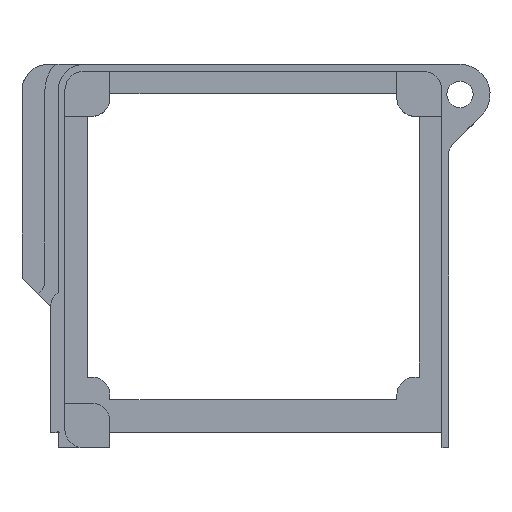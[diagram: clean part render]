
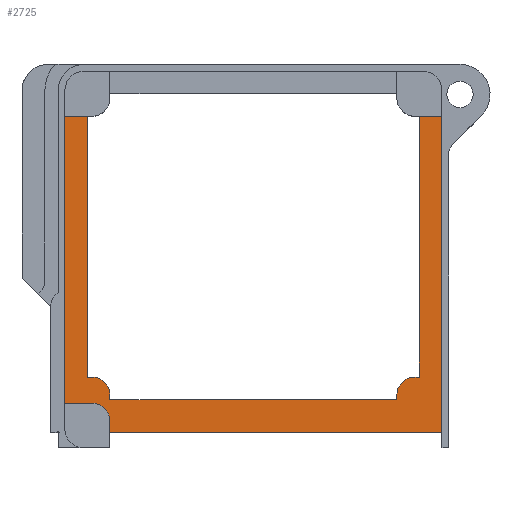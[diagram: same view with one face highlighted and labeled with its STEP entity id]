
A CAD part, top view. The second image highlights one B-rep face of the part: STEP entity #2725.
In plain terms, the highlighted planar face has unit normal (0, 0, 1).
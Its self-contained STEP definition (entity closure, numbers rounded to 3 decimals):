
#46=CIRCLE('',#2844,2.4);
#47=CIRCLE('',#2850,2.4);
#65=CIRCLE('',#2912,2.4);
#181=PLANE('',#2911);
#318=FACE_OUTER_BOUND('',#466,.T.);
#466=EDGE_LOOP('',(#2478,#2479,#2480,#2481,#2482,#2483,#2484,#2485,#2486,
#2487,#2488,#2489,#2490,#2491,#2492,#2493,#2494,#2495,#2496,#2497,#2498));
#565=LINE('',#4192,#854);
#573=LINE('',#4208,#862);
#601=LINE('',#4286,#890);
#638=LINE('',#4387,#927);
#657=LINE('',#4431,#946);
#674=LINE('',#4479,#963);
#676=LINE('',#4483,#965);
#678=LINE('',#4488,#967);
#681=LINE('',#4494,#970);
#685=LINE('',#4502,#974);
#686=LINE('',#4504,#975);
#687=LINE('',#4507,#976);
#690=LINE('',#4513,#979);
#724=LINE('',#4595,#1013);
#749=LINE('',#4678,#1038);
#752=LINE('',#4682,#1041);
#753=LINE('',#4685,#1042);
#754=LINE('',#4687,#1043);
#854=VECTOR('',#3061,10.);
#862=VECTOR('',#3069,10.);
#890=VECTOR('',#3129,10.);
#927=VECTOR('',#3220,10.);
#946=VECTOR('',#3257,10.);
#963=VECTOR('',#3294,10.);
#965=VECTOR('',#3298,10.);
#967=VECTOR('',#3302,10.);
#970=VECTOR('',#3307,10.);
#974=VECTOR('',#3317,10.);
#975=VECTOR('',#3320,10.);
#976=VECTOR('',#3323,10.);
#979=VECTOR('',#3328,10.);
#1013=VECTOR('',#3406,10.);
#1038=VECTOR('',#3495,10.);
#1041=VECTOR('',#3500,10.);
#1042=VECTOR('',#3505,10.);
#1043=VECTOR('',#3508,10.);
#1207=VERTEX_POINT('',#4189);
#1208=VERTEX_POINT('',#4191);
#1215=VERTEX_POINT('',#4205);
#1216=VERTEX_POINT('',#4207);
#1249=VERTEX_POINT('',#4283);
#1250=VERTEX_POINT('',#4285);
#1277=VERTEX_POINT('',#4384);
#1278=VERTEX_POINT('',#4386);
#1294=VERTEX_POINT('',#4429);
#1313=VERTEX_POINT('',#4472);
#1314=VERTEX_POINT('',#4473);
#1315=VERTEX_POINT('',#4478);
#1316=VERTEX_POINT('',#4482);
#1317=VERTEX_POINT('',#4486);
#1318=VERTEX_POINT('',#4487);
#1319=VERTEX_POINT('',#4492);
#1320=VERTEX_POINT('',#4493);
#1321=VERTEX_POINT('',#4500);
#1322=VERTEX_POINT('',#4506);
#1324=VERTEX_POINT('',#4512);
#1350=VERTEX_POINT('',#4594);
#1512=EDGE_CURVE('',#1208,#1207,#565,.T.);
#1520=EDGE_CURVE('',#1216,#1215,#573,.T.);
#1559=EDGE_CURVE('',#1250,#1249,#601,.T.);
#1607=EDGE_CURVE('',#1277,#1278,#638,.T.);
#1629=EDGE_CURVE('',#1249,#1294,#657,.T.);
#1649=EDGE_CURVE('',#1313,#1314,#46,.T.);
#1652=EDGE_CURVE('',#1315,#1313,#674,.T.);
#1654=EDGE_CURVE('',#1314,#1316,#676,.T.);
#1656=EDGE_CURVE('',#1317,#1318,#678,.T.);
#1659=EDGE_CURVE('',#1319,#1320,#681,.T.);
#1662=EDGE_CURVE('',#1320,#1317,#47,.T.);
#1664=EDGE_CURVE('',#1316,#1321,#685,.T.);
#1665=EDGE_CURVE('',#1318,#1315,#686,.T.);
#1666=EDGE_CURVE('',#1215,#1322,#687,.T.);
#1669=EDGE_CURVE('',#1324,#1319,#690,.T.);
#1710=EDGE_CURVE('',#1350,#1250,#724,.T.);
#1747=EDGE_CURVE('',#1278,#1207,#749,.T.);
#1750=EDGE_CURVE('',#1277,#1216,#752,.T.);
#1751=EDGE_CURVE('',#1321,#1208,#753,.T.);
#1752=EDGE_CURVE('',#1322,#1350,#65,.T.);
#1753=EDGE_CURVE('',#1294,#1324,#754,.T.);
#2478=ORIENTED_EDGE('',*,*,#1664,.T.);
#2479=ORIENTED_EDGE('',*,*,#1751,.T.);
#2480=ORIENTED_EDGE('',*,*,#1512,.T.);
#2481=ORIENTED_EDGE('',*,*,#1747,.F.);
#2482=ORIENTED_EDGE('',*,*,#1607,.F.);
#2483=ORIENTED_EDGE('',*,*,#1750,.T.);
#2484=ORIENTED_EDGE('',*,*,#1520,.T.);
#2485=ORIENTED_EDGE('',*,*,#1666,.T.);
#2486=ORIENTED_EDGE('',*,*,#1752,.T.);
#2487=ORIENTED_EDGE('',*,*,#1710,.T.);
#2488=ORIENTED_EDGE('',*,*,#1559,.T.);
#2489=ORIENTED_EDGE('',*,*,#1629,.T.);
#2490=ORIENTED_EDGE('',*,*,#1753,.T.);
#2491=ORIENTED_EDGE('',*,*,#1669,.T.);
#2492=ORIENTED_EDGE('',*,*,#1659,.T.);
#2493=ORIENTED_EDGE('',*,*,#1662,.T.);
#2494=ORIENTED_EDGE('',*,*,#1656,.T.);
#2495=ORIENTED_EDGE('',*,*,#1665,.T.);
#2496=ORIENTED_EDGE('',*,*,#1652,.T.);
#2497=ORIENTED_EDGE('',*,*,#1649,.T.);
#2498=ORIENTED_EDGE('',*,*,#1654,.T.);
#2725=ADVANCED_FACE('',(#318),#181,.F.);
#2844=AXIS2_PLACEMENT_3D('',#4474,#3288,#3289);
#2850=AXIS2_PLACEMENT_3D('',#4498,#3312,#3313);
#2911=AXIS2_PLACEMENT_3D('',#4684,#3503,#3504);
#2912=AXIS2_PLACEMENT_3D('',#4686,#3506,#3507);
#3061=DIRECTION('',(0.,-1.,0.));
#3069=DIRECTION('',(0.,-1.,0.));
#3129=DIRECTION('',(1.,0.,0.));
#3220=DIRECTION('',(0.,1.,0.));
#3257=DIRECTION('',(0.,1.,0.));
#3288=DIRECTION('center_axis',(0.,0.,
1.));
#3289=DIRECTION('ref_axis',(0.,1.,0.));
#3294=DIRECTION('',(0.,1.,0.));
#3298=DIRECTION('',(-1.,0.,0.));
#3302=DIRECTION('',(0.,-1.,0.));
#3307=DIRECTION('',(-1.,0.,0.));
#3312=DIRECTION('center_axis',(0.,0.,
1.));
#3313=DIRECTION('ref_axis',(-1.,0.,0.));
#3317=DIRECTION('',(0.,1.,0.));
#3320=DIRECTION('',(-1.,0.,0.));
#3323=DIRECTION('',(1.,0.,0.));
#3328=DIRECTION('',(0.,-1.,0.));
#3406=DIRECTION('',(0.,-1.,0.));
#3495=DIRECTION('',(1.,0.,0.));
#3500=DIRECTION('',(1.,0.,0.));
#3503=DIRECTION('center_axis',(0.,0.,
-1.));
#3504=DIRECTION('ref_axis',(-1.,0.,0.));
#3505=DIRECTION('',(-1.,0.,0.));
#3506=DIRECTION('center_axis',(0.,0.,
-1.));
#3507=DIRECTION('ref_axis',(0.,-1.,0.));
#3508=DIRECTION('',(-1.,0.,0.));
#4189=CARTESIAN_POINT('',(11.9,-7.25,-25.5));
#4191=CARTESIAN_POINT('',(11.9,19.1,-25.5));
#4192=CARTESIAN_POINT('',(11.9,9.55,-25.5));
#4205=CARTESIAN_POINT('',(11.9,-19.1,-25.5));
#4207=CARTESIAN_POINT('',(11.9,-13.55,-25.5));
#4208=CARTESIAN_POINT('',(11.9,9.55,-25.5));
#4283=CARTESIAN_POINT('',(62.1,-23.,-25.5));
#4285=CARTESIAN_POINT('',(17.9,-23.,-25.5));
#4286=CARTESIAN_POINT('',(50.,-23.,-25.5));
#4384=CARTESIAN_POINT('',(11.,-13.55,-25.5));
#4386=CARTESIAN_POINT('',(11.,-7.25,-25.5));
#4387=CARTESIAN_POINT('',(11.,-18.025,-25.5));
#4429=CARTESIAN_POINT('',(62.1,19.1,-25.5));
#4431=CARTESIAN_POINT('',(62.1,-12.55,-25.5));
#4472=CARTESIAN_POINT('',(17.9,-18.,-25.5));
#4473=CARTESIAN_POINT('',(15.5,-15.6,-25.5));
#4474=CARTESIAN_POINT('Origin',(15.5,-18.,-25.5));
#4478=CARTESIAN_POINT('',(17.9,-18.6,-25.5));
#4479=CARTESIAN_POINT('',(17.9,-17.85,-25.5));
#4482=CARTESIAN_POINT('',(14.9,-15.6,-25.5));
#4483=CARTESIAN_POINT('',(26.25,-15.6,-25.5));
#4486=CARTESIAN_POINT('',(56.1,-18.,-25.5));
#4487=CARTESIAN_POINT('',(56.1,-18.6,-25.5));
#4488=CARTESIAN_POINT('',(56.1,-17.55,-25.5));
#4492=CARTESIAN_POINT('',(59.1,-15.6,-25.5));
#4493=CARTESIAN_POINT('',(58.5,-15.6,-25.5));
#4494=CARTESIAN_POINT('',(48.05,-15.6,-25.5));
#4498=CARTESIAN_POINT('Origin',(58.5,-18.,-25.5));
#4500=CARTESIAN_POINT('',(14.9,19.1,-25.5));
#4502=CARTESIAN_POINT('',(14.9,-9.675,-25.5));
#4504=CARTESIAN_POINT('',(48.05,-18.6,-25.5));
#4506=CARTESIAN_POINT('',(15.5,-19.1,-25.5));
#4507=CARTESIAN_POINT('',(24.45,-19.1,-25.5));
#4512=CARTESIAN_POINT('',(59.1,19.1,-25.5));
#4513=CARTESIAN_POINT('',(59.1,9.425,-25.5));
#4594=CARTESIAN_POINT('',(17.9,-21.5,-25.5));
#4595=CARTESIAN_POINT('',(17.9,-10.75,-25.5));
#4678=CARTESIAN_POINT('',(11.,-7.25,-25.5));
#4682=CARTESIAN_POINT('',(11.,-13.55,-25.5));
#4684=CARTESIAN_POINT('Origin',(37.,-0.25,-25.5));
#4685=CARTESIAN_POINT('',(26.25,19.1,-25.5));
#4686=CARTESIAN_POINT('Origin',(15.5,-21.5,-25.5));
#4687=CARTESIAN_POINT('',(49.55,19.1,-25.5));
